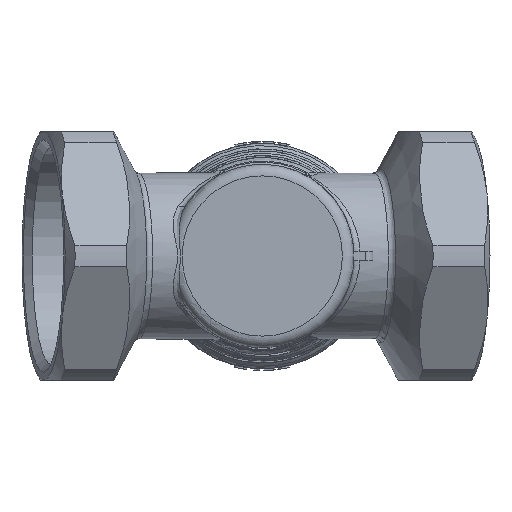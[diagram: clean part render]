
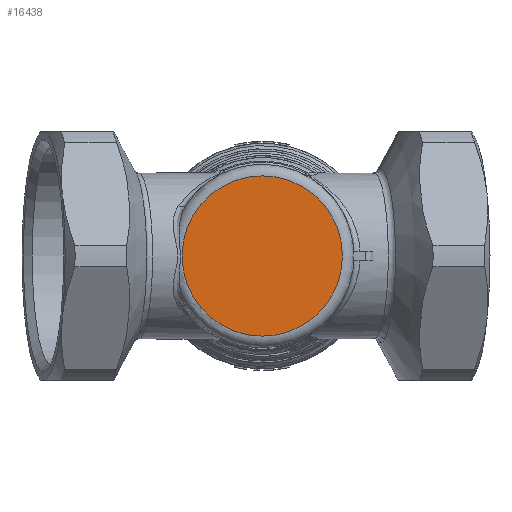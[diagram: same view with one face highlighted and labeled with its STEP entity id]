
A CAD part, front view. The second image highlights one B-rep face of the part: STEP entity #16438.
In plain terms, the highlighted planar face has unit normal (0, -1, 0).
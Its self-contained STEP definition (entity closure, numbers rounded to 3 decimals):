
#130=PLANE('',#17800);
#797=CIRCLE('',#17601,21.);
#2268=FACE_OUTER_BOUND('',#3303,.T.);
#3303=EDGE_LOOP('',(#11696));
#6838=VERTEX_POINT('',#30948);
#8558=EDGE_CURVE('',#6838,#6838,#797,.T.);
#11696=ORIENTED_EDGE('',*,*,#8558,.F.);
#16438=ADVANCED_FACE('',(#2268),#130,.F.);
#17601=AXIS2_PLACEMENT_3D('',#30950,#19727,#19728);
#17800=AXIS2_PLACEMENT_3D('',#38129,#20208,#20209);
#19727=DIRECTION('center_axis',(0.,1.,0.));
#19728=DIRECTION('ref_axis',(0.,0.,1.));
#20208=DIRECTION('center_axis',(0.,1.,0.));
#20209=DIRECTION('ref_axis',(0.,0.,1.));
#30948=CARTESIAN_POINT('',(0.,0.,-21.));
#30950=CARTESIAN_POINT('Origin',(0.,0.,0.));
#38129=CARTESIAN_POINT('Origin',(21.,0.,0.));
